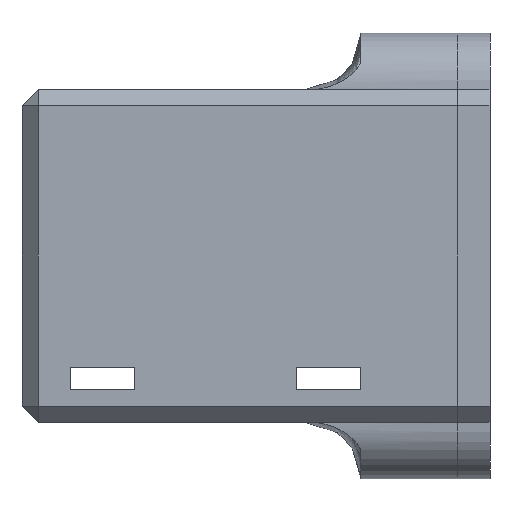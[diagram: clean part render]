
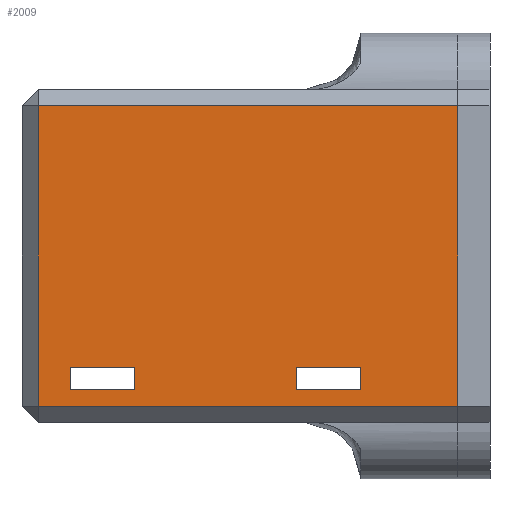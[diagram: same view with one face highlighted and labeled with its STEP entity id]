
A CAD part, left-side view. The second image highlights one B-rep face of the part: STEP entity #2009.
In plain terms, the highlighted planar face has unit normal (-1, 0, 0).
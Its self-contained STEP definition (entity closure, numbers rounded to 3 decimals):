
#63=FACE_BOUND('',#309,.T.);
#64=FACE_BOUND('',#310,.T.);
#193=FACE_OUTER_BOUND('',#308,.T.);
#308=EDGE_LOOP('',(#1632,#1633,#1634,#1635));
#309=EDGE_LOOP('',(#1636,#1637,#1638,#1639));
#310=EDGE_LOOP('',(#1640,#1641,#1642,#1643));
#440=LINE('',#2986,#668);
#450=LINE('',#3007,#678);
#453=LINE('',#3011,#681);
#460=LINE('',#3028,#688);
#470=LINE('',#3049,#698);
#473=LINE('',#3053,#701);
#477=LINE('',#3060,#705);
#479=LINE('',#3062,#707);
#511=LINE('',#3480,#739);
#521=LINE('',#3500,#749);
#523=LINE('',#3503,#751);
#533=LINE('',#3522,#761);
#668=VECTOR('',#2423,10.);
#678=VECTOR('',#2439,10.);
#681=VECTOR('',#2444,10.);
#688=VECTOR('',#2455,10.);
#698=VECTOR('',#2471,10.);
#701=VECTOR('',#2476,10.);
#705=VECTOR('',#2482,10.);
#707=VECTOR('',#2484,10.);
#739=VECTOR('',#2530,10.);
#749=VECTOR('',#2548,10.);
#751=VECTOR('',#2552,10.);
#761=VECTOR('',#2574,10.);
#883=VERTEX_POINT('',#2983);
#884=VERTEX_POINT('',#2985);
#891=VERTEX_POINT('',#3004);
#892=VERTEX_POINT('',#3006);
#899=VERTEX_POINT('',#3025);
#900=VERTEX_POINT('',#3027);
#907=VERTEX_POINT('',#3046);
#908=VERTEX_POINT('',#3048);
#939=VERTEX_POINT('',#3472);
#941=VERTEX_POINT('',#3478);
#946=VERTEX_POINT('',#3494);
#947=VERTEX_POINT('',#3498);
#1102=EDGE_CURVE('',#884,#883,#440,.T.);
#1112=EDGE_CURVE('',#892,#891,#450,.T.);
#1115=EDGE_CURVE('',#883,#892,#453,.T.);
#1122=EDGE_CURVE('',#900,#899,#460,.T.);
#1132=EDGE_CURVE('',#908,#907,#470,.T.);
#1135=EDGE_CURVE('',#899,#908,#473,.T.);
#1139=EDGE_CURVE('',#907,#900,#477,.T.);
#1141=EDGE_CURVE('',#891,#884,#479,.T.);
#1181=EDGE_CURVE('',#939,#941,#511,.T.);
#1191=EDGE_CURVE('',#947,#946,#521,.T.);
#1193=EDGE_CURVE('',#946,#939,#523,.T.);
#1203=EDGE_CURVE('',#947,#941,#533,.T.);
#1632=ORIENTED_EDGE('',*,*,#1181,.F.);
#1633=ORIENTED_EDGE('',*,*,#1193,.F.);
#1634=ORIENTED_EDGE('',*,*,#1191,.F.);
#1635=ORIENTED_EDGE('',*,*,#1203,.T.);
#1636=ORIENTED_EDGE('',*,*,#1112,.T.);
#1637=ORIENTED_EDGE('',*,*,#1141,.T.);
#1638=ORIENTED_EDGE('',*,*,#1102,.T.);
#1639=ORIENTED_EDGE('',*,*,#1115,.T.);
#1640=ORIENTED_EDGE('',*,*,#1132,.T.);
#1641=ORIENTED_EDGE('',*,*,#1139,.T.);
#1642=ORIENTED_EDGE('',*,*,#1122,.T.);
#1643=ORIENTED_EDGE('',*,*,#1135,.T.);
#1922=PLANE('',#2150);
#2009=ADVANCED_FACE('',(#193,#63,#64),#1922,.T.);
#2150=AXIS2_PLACEMENT_3D('',#3521,#2572,#2573);
#2423=DIRECTION('',(0.,0.,1.));
#2439=DIRECTION('',(0.,0.,-1.));
#2444=DIRECTION('',(0.,-1.,0.));
#2455=DIRECTION('',(0.,0.,1.));
#2471=DIRECTION('',(0.,0.,-1.));
#2476=DIRECTION('',(0.,-1.,0.));
#2482=DIRECTION('',(0.,1.,0.));
#2484=DIRECTION('',(0.,1.,0.));
#2530=DIRECTION('',(0.,-1.,0.));
#2548=DIRECTION('',(0.,1.,0.));
#2552=DIRECTION('',(0.,0.,1.));
#2572=DIRECTION('center_axis',(-1.,0.,0.));
#2573=DIRECTION('ref_axis',(0.,0.,1.));
#2574=DIRECTION('',(0.,0.,1.));
#2983=CARTESIAN_POINT('',(-7.45,10.,-8.6));
#2985=CARTESIAN_POINT('',(-7.45,10.,-10.));
#2986=CARTESIAN_POINT('',(-7.45,10.,-11.));
#3004=CARTESIAN_POINT('',(-7.45,6.,-10.));
#3006=CARTESIAN_POINT('',(-7.45,6.,-8.6));
#3007=CARTESIAN_POINT('',(-7.45,6.,-10.3));
#3011=CARTESIAN_POINT('',(-7.45,5.,-8.6));
#3025=CARTESIAN_POINT('',(-7.45,24.,-8.6));
#3027=CARTESIAN_POINT('',(-7.45,24.,-10.));
#3028=CARTESIAN_POINT('',(-7.45,24.,-11.));
#3046=CARTESIAN_POINT('',(-7.45,20.,-10.));
#3048=CARTESIAN_POINT('',(-7.45,20.,-8.6));
#3049=CARTESIAN_POINT('',(-7.45,20.,-10.3));
#3053=CARTESIAN_POINT('',(-7.45,12.,-8.6));
#3060=CARTESIAN_POINT('',(-7.45,10.,-10.));
#3062=CARTESIAN_POINT('',(-7.45,3.,-10.));
#3472=CARTESIAN_POINT('',(-7.45,26.,7.6));
#3478=CARTESIAN_POINT('',(-7.45,0.,7.6));
#3480=CARTESIAN_POINT('',(-7.45,0.,7.6));
#3494=CARTESIAN_POINT('',(-7.45,26.,-11.));
#3498=CARTESIAN_POINT('',(-7.45,0.,-11.));
#3500=CARTESIAN_POINT('',(-7.45,0.,-11.));
#3503=CARTESIAN_POINT('',(-7.45,26.,-6.85));
#3521=CARTESIAN_POINT('Origin',(-7.45,0.,-12.));
#3522=CARTESIAN_POINT('',(-7.45,0.,-12.));
